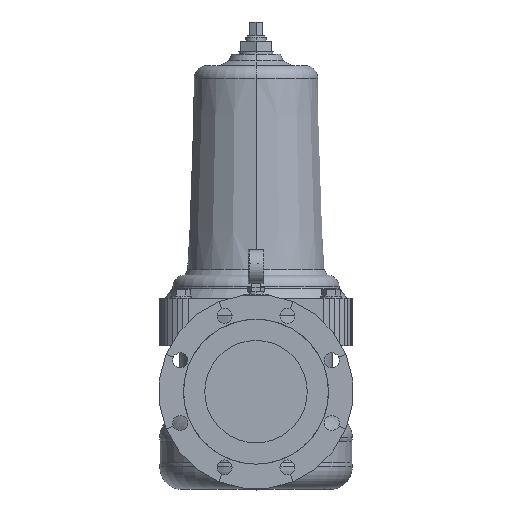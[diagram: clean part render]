
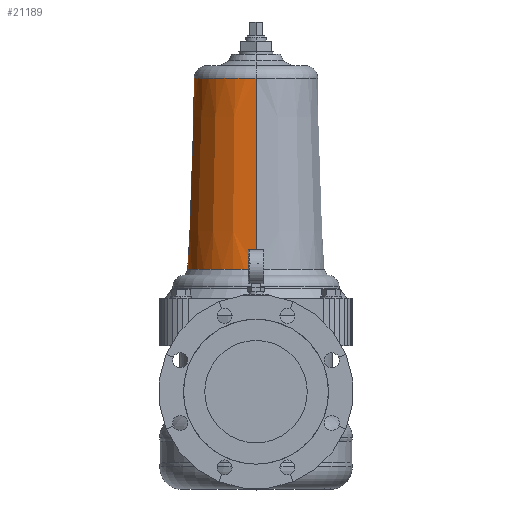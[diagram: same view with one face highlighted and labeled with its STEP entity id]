
A CAD part, left-side view. The second image highlights one B-rep face of the part: STEP entity #21189.
In plain terms, the highlighted conical face has half-angle 1.95 degrees and reference radius 95.25 mm.
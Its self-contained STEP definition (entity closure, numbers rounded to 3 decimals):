
#8365=VERTEX_POINT('',#23531);
#9279=VERTEX_POINT('',#24530);
#10163=EDGE_CURVE('',#8365,#9279,#25486,.T.);
#10473=EDGE_CURVE('',#13497,#8365,#25831,.T.);
#11779=EDGE_CURVE('',#9279,#16753,#27273,.T.);
#13497=VERTEX_POINT('',#29141);
#16753=VERTEX_POINT('',#32731);
#17001=EDGE_CURVE('',#13497,#16753,#33006,.T.);
#21189=ADVANCED_FACE('',(#37604),#37605,.T.);
#23531=CARTESIAN_POINT('',(90.5,0.,458.5));
#24530=CARTESIAN_POINT('',(-90.5,0.,458.5));
#25486=CIRCLE('',#44530,90.5);
#25831=LINE('',#45721,#45722);
#27273=LINE('',#48674,#48675);
#29141=CARTESIAN_POINT('',(100.0,0.0,179.5));
#32731=CARTESIAN_POINT('',(-100.0,0.,179.5));
#33006=CIRCLE('',#58488,100.0);
#37604=FACE_OUTER_BOUND('',#66858,.T.);
#37605=CONICAL_SURFACE('',#66859,95.25,0.034);
#44530=AXIS2_PLACEMENT_3D('',#72309,#72310,#72311);
#45721=CARTESIAN_POINT('',(95.25,0.,319.0));
#45722=VECTOR('',#72678,1.0);
#48674=CARTESIAN_POINT('',(-95.25,0.,319.0));
#48675=VECTOR('',#74138,1.0);
#58488=AXIS2_PLACEMENT_3D('',#80234,#80235,#80236);
#66858=EDGE_LOOP('',(#84963,#84964,#84965,#84966));
#66859=AXIS2_PLACEMENT_3D('',#84967,#84968,#84969);
#72309=CARTESIAN_POINT('',(0.0,0.0,458.5));
#72310=DIRECTION('',(0.0,0.0,1.0));
#72311=DIRECTION('',(1.0,0.0,0.0));
#72678=DIRECTION('',(-0.034,0.,0.999));
#74138=DIRECTION('',(-0.034,0.,-0.999));
#80234=CARTESIAN_POINT('',(0.0,0.0,179.5));
#80235=DIRECTION('',(0.0,0.0,1.0));
#80236=DIRECTION('',(1.0,0.0,0.0));
#84963=ORIENTED_EDGE('',*,*,#10473,.F.);
#84964=ORIENTED_EDGE('',*,*,#17001,.T.);
#84965=ORIENTED_EDGE('',*,*,#11779,.F.);
#84966=ORIENTED_EDGE('',*,*,#10163,.F.);
#84967=CARTESIAN_POINT('',(0.0,0.0,319.0));
#84968=DIRECTION('',(-0.0,-0.0,-1.0));
#84969=DIRECTION('',(1.0,0.0,0.0));
